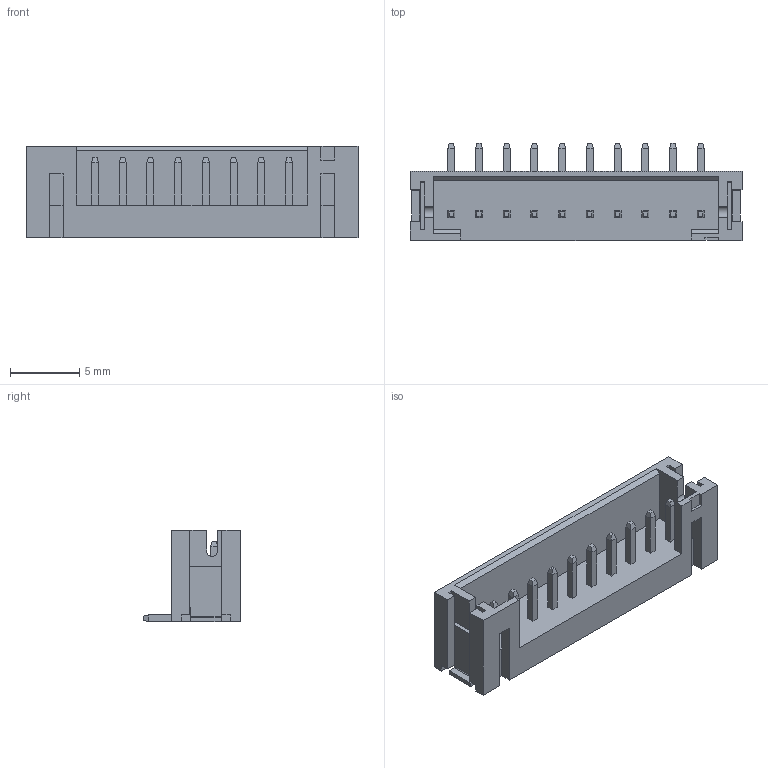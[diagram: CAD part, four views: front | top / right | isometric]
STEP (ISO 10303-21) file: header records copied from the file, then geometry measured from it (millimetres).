
FILE_DESCRIPTION(('STEP AP214'), '1');
FILE_NAME('BxB-PH-SM4-TB', '', ('UNSPECIFIED'), ('UNSPECIFIED'), 'ASCON STEP Converter 1.6', 'ASCON Math Kernel', '');
FILE_SCHEMA(('AUTOMOTIVE_DESIGN { 1 0 10303 214 3 1 1}'));
Length unit declared in the file: millimetre
Bounding box: 23.95 x 7 x 6.6 mm (x, y, z)
Volume: 395.9 mm3; surface area: 1012.8 mm2
Topology: 3 solids, 3 shells, 357 faces, 903 edges, 568 vertices
Faces by surface type: plane 331, cylinder 26
Entity records: 13349 total; most frequent: CARTESIAN_POINT 1829, ORIENTED_EDGE 1806, DIRECTION 1691, EDGE_CURVE 903, LINE 831, VECTOR 831, VERTEX_POINT 568, AXIS2_PLACEMENT_3D 430
